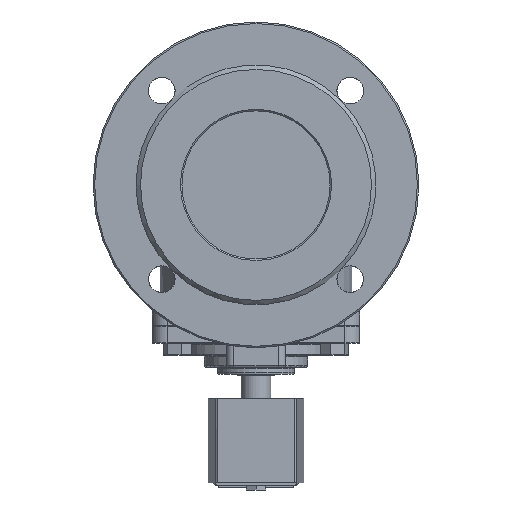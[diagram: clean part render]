
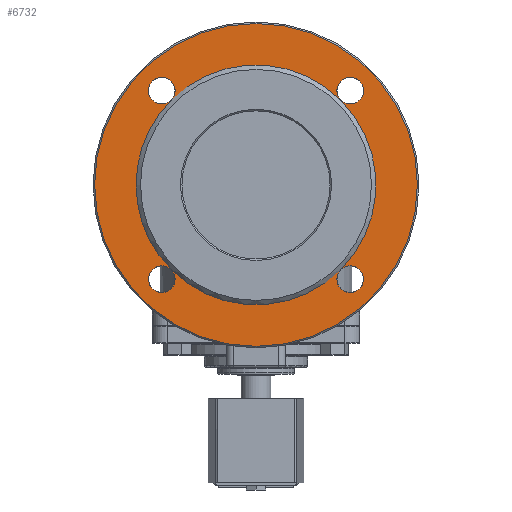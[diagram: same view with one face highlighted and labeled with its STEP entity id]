
A CAD part, left-side view. The second image highlights one B-rep face of the part: STEP entity #6732.
In plain terms, the highlighted planar face has unit normal (-1, 0, 0).
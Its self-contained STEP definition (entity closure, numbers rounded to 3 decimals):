
#158=FACE_BOUND('',#2312,.T.);
#407=PLANE('',#7426);
#1910=FACE_OUTER_BOUND('',#2311,.T.);
#2311=EDGE_LOOP('',(#5927));
#2312=EDGE_LOOP('',(#5928,#5929,#5930,#5931,#5932,#5933,#5934,#5935,#5936,
#5937,#5938,#5939,#5940));
#2582=CIRCLE('',#7425,109.);
#2583=CIRCLE('',#7427,9.);
#2584=CIRCLE('',#7428,81.);
#2585=CIRCLE('',#7429,9.);
#2586=CIRCLE('',#7430,9.);
#2587=CIRCLE('',#7431,81.);
#2588=CIRCLE('',#7432,9.);
#2589=CIRCLE('',#7433,9.);
#2590=CIRCLE('',#7434,81.);
#2591=CIRCLE('',#7435,81.);
#2592=CIRCLE('',#7436,9.);
#2593=CIRCLE('',#7437,9.);
#2594=CIRCLE('',#7438,81.);
#2595=CIRCLE('',#7439,9.);
#3170=VERTEX_POINT('',#12432);
#3171=VERTEX_POINT('',#12436);
#3172=VERTEX_POINT('',#12437);
#3173=VERTEX_POINT('',#12439);
#3174=VERTEX_POINT('',#12441);
#3175=VERTEX_POINT('',#12444);
#3176=VERTEX_POINT('',#12446);
#3177=VERTEX_POINT('',#12449);
#3178=VERTEX_POINT('',#12451);
#3179=VERTEX_POINT('',#12453);
#4091=EDGE_CURVE('',#3170,#3170,#2582,.T.);
#4092=EDGE_CURVE('',#3171,#3172,#2583,.T.);
#4093=EDGE_CURVE('',#3173,#3171,#2584,.T.);
#4094=EDGE_CURVE('',#3174,#3173,#2585,.T.);
#4095=EDGE_CURVE('',#3173,#3174,#2586,.T.);
#4096=EDGE_CURVE('',#3175,#3173,#2587,.T.);
#4097=EDGE_CURVE('',#3176,#3175,#2588,.T.);
#4098=EDGE_CURVE('',#3175,#3176,#2589,.T.);
#4099=EDGE_CURVE('',#3177,#3175,#2590,.T.);
#4100=EDGE_CURVE('',#3178,#3177,#2591,.T.);
#4101=EDGE_CURVE('',#3179,#3178,#2592,.T.);
#4102=EDGE_CURVE('',#3178,#3179,#2593,.T.);
#4103=EDGE_CURVE('',#3171,#3178,#2594,.T.);
#4104=EDGE_CURVE('',#3172,#3171,#2595,.T.);
#5927=ORIENTED_EDGE('',*,*,#4091,.F.);
#5928=ORIENTED_EDGE('',*,*,#4092,.F.);
#5929=ORIENTED_EDGE('',*,*,#4093,.F.);
#5930=ORIENTED_EDGE('',*,*,#4094,.F.);
#5931=ORIENTED_EDGE('',*,*,#4095,.F.);
#5932=ORIENTED_EDGE('',*,*,#4096,.F.);
#5933=ORIENTED_EDGE('',*,*,#4097,.F.);
#5934=ORIENTED_EDGE('',*,*,#4098,.F.);
#5935=ORIENTED_EDGE('',*,*,#4099,.F.);
#5936=ORIENTED_EDGE('',*,*,#4100,.F.);
#5937=ORIENTED_EDGE('',*,*,#4101,.F.);
#5938=ORIENTED_EDGE('',*,*,#4102,.F.);
#5939=ORIENTED_EDGE('',*,*,#4103,.F.);
#5940=ORIENTED_EDGE('',*,*,#4104,.F.);
#6732=ADVANCED_FACE('',(#1910,#158),#407,.F.);
#7425=AXIS2_PLACEMENT_3D('',#12434,#9279,#9280);
#7426=AXIS2_PLACEMENT_3D('',#12435,#9281,#9282);
#7427=AXIS2_PLACEMENT_3D('',#12438,#9283,#9284);
#7428=AXIS2_PLACEMENT_3D('',#12440,#9285,#9286);
#7429=AXIS2_PLACEMENT_3D('',#12442,#9287,#9288);
#7430=AXIS2_PLACEMENT_3D('',#12443,#9289,#9290);
#7431=AXIS2_PLACEMENT_3D('',#12445,#9291,#9292);
#7432=AXIS2_PLACEMENT_3D('',#12447,#9293,#9294);
#7433=AXIS2_PLACEMENT_3D('',#12448,#9295,#9296);
#7434=AXIS2_PLACEMENT_3D('',#12450,#9297,#9298);
#7435=AXIS2_PLACEMENT_3D('',#12452,#9299,#9300);
#7436=AXIS2_PLACEMENT_3D('',#12454,#9301,#9302);
#7437=AXIS2_PLACEMENT_3D('',#12455,#9303,#9304);
#7438=AXIS2_PLACEMENT_3D('',#12456,#9305,#9306);
#7439=AXIS2_PLACEMENT_3D('',#12457,#9307,#9308);
#9279=DIRECTION('center_axis',(1.,0.,0.));
#9280=DIRECTION('ref_axis',(0.,0.,1.));
#9281=DIRECTION('center_axis',(1.,0.,0.));
#9282=DIRECTION('ref_axis',(0.,0.,-1.));
#9283=DIRECTION('center_axis',(-1.,0.,0.));
#9284=DIRECTION('ref_axis',(0.,0.,1.));
#9285=DIRECTION('center_axis',(-1.,0.,0.));
#9286=DIRECTION('ref_axis',(0.,-1.,0.));
#9287=DIRECTION('center_axis',(-1.,0.,0.));
#9288=DIRECTION('ref_axis',(0.,0.,1.));
#9289=DIRECTION('center_axis',(-1.,0.,0.));
#9290=DIRECTION('ref_axis',(0.,0.,1.));
#9291=DIRECTION('center_axis',(-1.,0.,0.));
#9292=DIRECTION('ref_axis',(0.,-1.,0.));
#9293=DIRECTION('center_axis',(-1.,0.,0.));
#9294=DIRECTION('ref_axis',(0.,0.,1.));
#9295=DIRECTION('center_axis',(-1.,0.,0.));
#9296=DIRECTION('ref_axis',(0.,0.,1.));
#9297=DIRECTION('center_axis',(-1.,0.,0.));
#9298=DIRECTION('ref_axis',(0.,-1.,0.));
#9299=DIRECTION('center_axis',(-1.,0.,0.));
#9300=DIRECTION('ref_axis',(0.,-1.,0.));
#9301=DIRECTION('center_axis',(-1.,0.,0.));
#9302=DIRECTION('ref_axis',(0.,0.,1.));
#9303=DIRECTION('center_axis',(-1.,0.,0.));
#9304=DIRECTION('ref_axis',(0.,0.,1.));
#9305=DIRECTION('center_axis',(-1.,0.,0.));
#9306=DIRECTION('ref_axis',(0.,-1.,0.));
#9307=DIRECTION('center_axis',(-1.,0.,0.));
#9308=DIRECTION('ref_axis',(0.,0.,1.));
#12432=CARTESIAN_POINT('',(3.,0.,-109.));
#12434=CARTESIAN_POINT('Origin',(3.,0.,0.));
#12435=CARTESIAN_POINT('Origin',(3.,0.,0.));
#12436=CARTESIAN_POINT('',(3.,-57.276,57.276));
#12437=CARTESIAN_POINT('',(3.,-63.64,54.64));
#12438=CARTESIAN_POINT('Origin',(3.,-63.64,63.64));
#12439=CARTESIAN_POINT('',(3.,-57.276,-57.276));
#12440=CARTESIAN_POINT('Origin',(3.,0.,0.));
#12441=CARTESIAN_POINT('',(3.,-63.64,-72.64));
#12442=CARTESIAN_POINT('Origin',(3.,-63.64,-63.64));
#12443=CARTESIAN_POINT('Origin',(3.,-63.64,-63.64));
#12444=CARTESIAN_POINT('',(3.,57.276,-57.276));
#12445=CARTESIAN_POINT('Origin',(3.,0.,0.));
#12446=CARTESIAN_POINT('',(3.,63.64,-72.64));
#12447=CARTESIAN_POINT('Origin',(3.,63.64,-63.64));
#12448=CARTESIAN_POINT('Origin',(3.,63.64,-63.64));
#12449=CARTESIAN_POINT('',(3.,81.,0.));
#12450=CARTESIAN_POINT('Origin',(3.,0.,0.));
#12451=CARTESIAN_POINT('',(3.,57.276,57.276));
#12452=CARTESIAN_POINT('Origin',(3.,0.,0.));
#12453=CARTESIAN_POINT('',(3.,63.64,54.64));
#12454=CARTESIAN_POINT('Origin',(3.,63.64,63.64));
#12455=CARTESIAN_POINT('Origin',(3.,63.64,63.64));
#12456=CARTESIAN_POINT('Origin',(3.,0.,0.));
#12457=CARTESIAN_POINT('Origin',(3.,-63.64,63.64));
